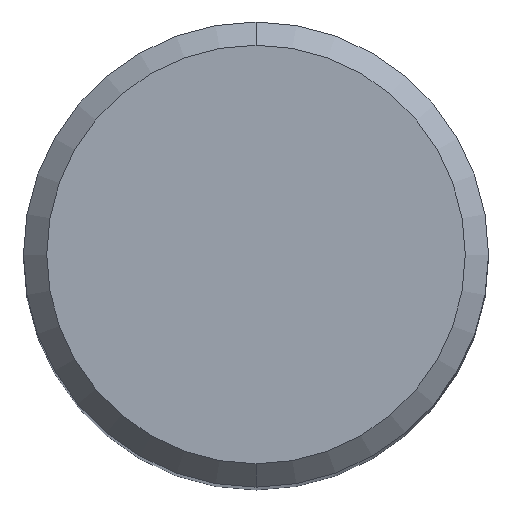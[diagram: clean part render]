
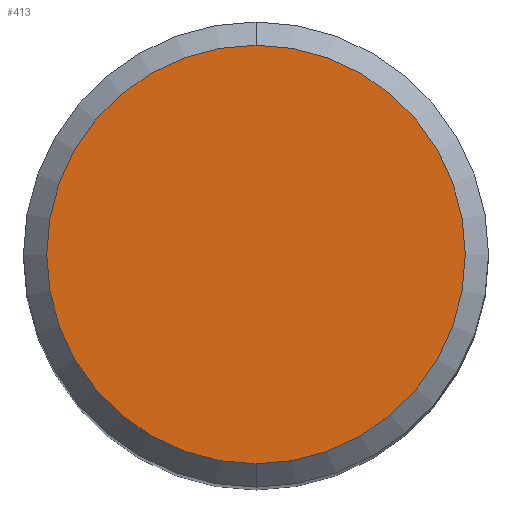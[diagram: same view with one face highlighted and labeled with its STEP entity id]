
A CAD part, top view. The second image highlights one B-rep face of the part: STEP entity #413.
In plain terms, the highlighted planar face has unit normal (0, 0, 1).
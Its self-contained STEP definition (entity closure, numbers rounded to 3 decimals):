
#235=VERTEX_POINT('',#542);
#239=EDGE_CURVE('',#253,#235,#546,.T.);
#253=VERTEX_POINT('',#561);
#329=EDGE_CURVE('',#235,#253,#644,.T.);
#413=ADVANCED_FACE('',(#737),#738,.T.);
#542=CARTESIAN_POINT('',(0.0,5.4,0.0));
#546=CIRCLE('',#969,5.4);
#561=CARTESIAN_POINT('',(0.,-5.4,0.0));
#644=CIRCLE('',#1175,5.4);
#737=FACE_OUTER_BOUND('',#1371,.T.);
#738=PLANE('',#1372);
#969=AXIS2_PLACEMENT_3D('',#1583,#1584,#1585);
#1175=AXIS2_PLACEMENT_3D('',#1691,#1692,#1693);
#1371=EDGE_LOOP('',(#1785,#1786));
#1372=AXIS2_PLACEMENT_3D('',#1787,#1788,#1789);
#1583=CARTESIAN_POINT('',(0.0,0.0,0.0));
#1584=DIRECTION('',(0.0,0.0,-1.0));
#1585=DIRECTION('',(0.0,1.0,0.0));
#1691=CARTESIAN_POINT('',(0.0,0.0,0.0));
#1692=DIRECTION('',(0.0,0.0,-1.0));
#1693=DIRECTION('',(0.0,1.0,0.0));
#1785=ORIENTED_EDGE('',*,*,#329,.F.);
#1786=ORIENTED_EDGE('',*,*,#239,.F.);
#1787=CARTESIAN_POINT('',(0.0,2.7,0.0));
#1788=DIRECTION('',(-0.0,0.0,1.0));
#1789=DIRECTION('',(0.0,-1.0,0.0));
